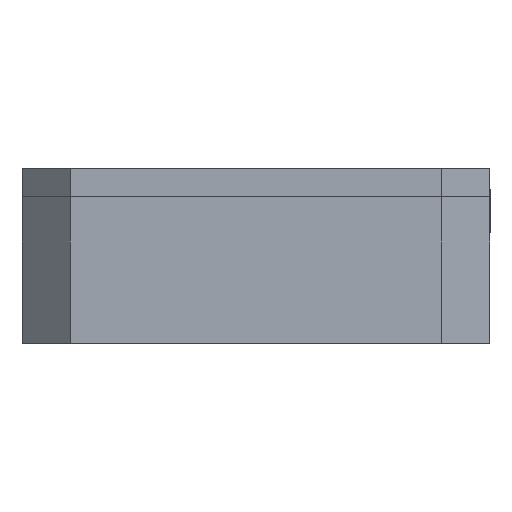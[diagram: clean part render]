
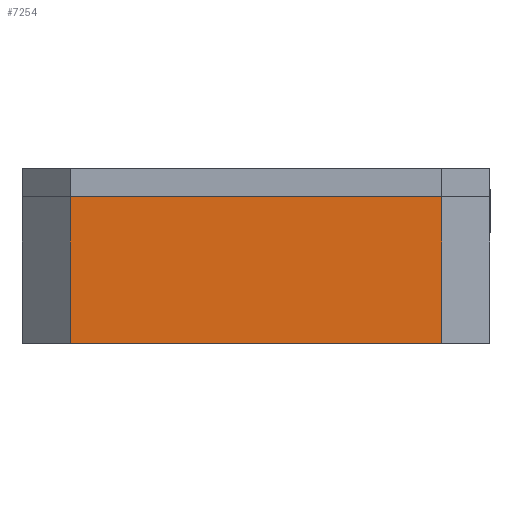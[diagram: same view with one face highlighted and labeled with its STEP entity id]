
A CAD part, left-side view. The second image highlights one B-rep face of the part: STEP entity #7254.
In plain terms, the highlighted planar face has unit normal (-1, 0, 0).
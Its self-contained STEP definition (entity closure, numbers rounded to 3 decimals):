
#150=PLANE('',#7693);
#502=FACE_OUTER_BOUND('',#884,.T.);
#884=EDGE_LOOP('',(#5558,#5559,#5560,#5561));
#1334=LINE('',#10311,#2310);
#1504=LINE('',#10642,#2480);
#1506=LINE('',#10646,#2482);
#1507=LINE('',#10647,#2483);
#2310=VECTOR('',#8392,10.);
#2480=VECTOR('',#8642,10.);
#2482=VECTOR('',#8646,10.);
#2483=VECTOR('',#8647,10.);
#3370=VERTEX_POINT('',#10308);
#3371=VERTEX_POINT('',#10310);
#3492=VERTEX_POINT('',#10641);
#3493=VERTEX_POINT('',#10645);
#4130=EDGE_CURVE('',#3371,#3370,#1334,.T.);
#4300=EDGE_CURVE('',#3492,#3371,#1504,.F.);
#4302=EDGE_CURVE('',#3493,#3370,#1506,.F.);
#4303=EDGE_CURVE('',#3493,#3492,#1507,.F.);
#5558=ORIENTED_EDGE('',*,*,#4130,.T.);
#5559=ORIENTED_EDGE('',*,*,#4302,.F.);
#5560=ORIENTED_EDGE('',*,*,#4303,.T.);
#5561=ORIENTED_EDGE('',*,*,#4300,.T.);
#7254=ADVANCED_FACE('',(#502),#150,.T.);
#7693=AXIS2_PLACEMENT_3D('',#10644,#8644,#8645);
#8392=DIRECTION('',(0.,1.,0.));
#8642=DIRECTION('',(0.,0.,-1.));
#8644=DIRECTION('center_axis',(-1.,0.,0.));
#8645=DIRECTION('ref_axis',(0.,-1.,0.));
#8646=DIRECTION('',(0.,0.,-1.));
#8647=DIRECTION('',(0.,1.,0.));
#10308=CARTESIAN_POINT('',(-6.,67.255,22.57));
#10310=CARTESIAN_POINT('',(-6.,1.325,22.57));
#10311=CARTESIAN_POINT('',(-6.,49.737,22.57));
#10641=CARTESIAN_POINT('',(-6.,1.325,-3.43));
#10642=CARTESIAN_POINT('',(-6.,1.325,1.57));
#10644=CARTESIAN_POINT('Origin',(-6.,65.184,1.57));
#10645=CARTESIAN_POINT('',(-6.,67.255,-3.43));
#10646=CARTESIAN_POINT('',(-6.,67.255,1.57));
#10647=CARTESIAN_POINT('',(-6.,49.737,-3.43));
